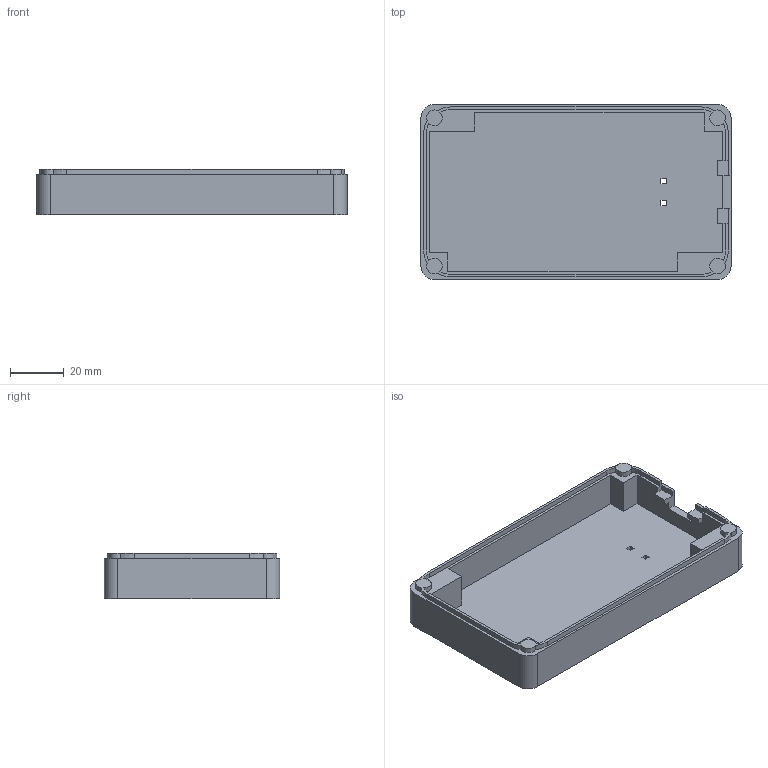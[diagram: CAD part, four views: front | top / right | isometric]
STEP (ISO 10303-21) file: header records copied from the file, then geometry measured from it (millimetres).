
FILE_DESCRIPTION(('FreeCAD Model'),'2;1');
FILE_NAME('Open CASCADE Shape Model','2025-06-06T15:12:12',(''),(''), 'Open CASCADE STEP processor 7.8','FreeCAD','Unknown');
FILE_SCHEMA(('AUTOMOTIVE_DESIGN { 1 0 10303 214 1 1 1 1 }'));
Length unit declared in the file: millimetre
Products named in the file (1): cap
Bounding box: 115 x 65 x 16.9 mm (x, y, z)
Volume: 33041.3 mm3; surface area: 25708.3 mm2
Topology: 1 solids, 1 shells, 82 faces, 244 edges, 164 vertices
Faces by surface type: plane 54, cylinder 28
Entity records: 2794 total; most frequent: CARTESIAN_POINT 491, ORIENTED_EDGE 488, DIRECTION 474, EDGE_CURVE 244, LINE 180, VECTOR 180, VERTEX_POINT 164, AXIS2_PLACEMENT_3D 147
